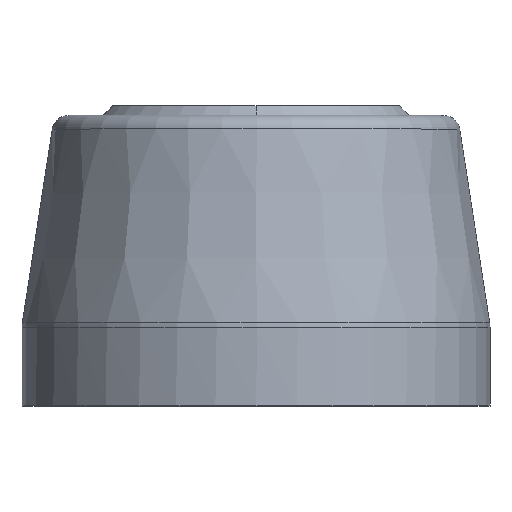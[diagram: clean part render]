
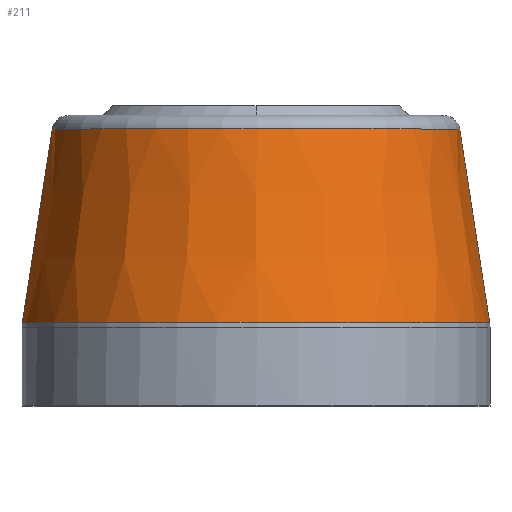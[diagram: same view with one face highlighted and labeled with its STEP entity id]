
A CAD part, top view. The second image highlights one B-rep face of the part: STEP entity #211.
In plain terms, the highlighted conical face has half-angle 8.746 degrees and reference radius 13.554 mm.
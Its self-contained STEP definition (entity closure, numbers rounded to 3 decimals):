
#211=ADVANCED_FACE('85',(#505),#506,.T.);
#505=FACE_OUTER_BOUND('',#868,.T.);
#506=CONICAL_SURFACE('',#869,13.554,0.153);
#868=EDGE_LOOP('',(#1469,#1470,#1471,#1472,#1473,#1474));
#869=AXIS2_PLACEMENT_3D('',#1475,#1476,#1477);
#1469=ORIENTED_EDGE('',*,*,#1957,.T.);
#1470=ORIENTED_EDGE('',*,*,#1883,.F.);
#1471=ORIENTED_EDGE('',*,*,#1958,.F.);
#1472=ORIENTED_EDGE('',*,*,#1959,.F.);
#1473=ORIENTED_EDGE('',*,*,#1960,.T.);
#1474=ORIENTED_EDGE('',*,*,#1900,.T.);
#1475=CARTESIAN_POINT('',(0.0,11.152,0.0));
#1476=DIRECTION('',(-0.0,-1.0,-0.0));
#1477=DIRECTION('',(-1.0,0.0,0.0));
#1883=EDGE_CURVE('386',#2047,#2050,#2051,.T.);
#1900=EDGE_CURVE('903',#2075,#2079,#2081,.T.);
#1957=EDGE_CURVE('905',#2079,#2050,#2151,.T.);
#1958=EDGE_CURVE('386',#2059,#2047,#2152,.T.);
#1959=EDGE_CURVE('906',#2070,#2059,#2153,.T.);
#1960=EDGE_CURVE('903',#2070,#2075,#2154,.T.);
#2047=VERTEX_POINT('',#2267);
#2050=VERTEX_POINT('',#2270);
#2051=CIRCLE('',#2271,14.477);
#2059=VERTEX_POINT('',#2279);
#2070=VERTEX_POINT('',#2290);
#2075=VERTEX_POINT('',#2295);
#2079=VERTEX_POINT('',#2299);
#2081=CIRCLE('',#2301,12.63);
#2151=LINE('',#2373,#2374);
#2152=CIRCLE('',#2375,14.477);
#2153=LINE('',#2376,#2377);
#2154=CIRCLE('',#2378,12.63);
#2267=CARTESIAN_POINT('',(-14.476,5.151,0.148));
#2270=CARTESIAN_POINT('',(-14.477,5.151,0.0));
#2271=AXIS2_PLACEMENT_3D('',#2507,#2508,#2509);
#2279=CARTESIAN_POINT('',(14.477,5.151,0.0));
#2290=CARTESIAN_POINT('',(12.63,17.152,0.0));
#2295=CARTESIAN_POINT('',(-12.63,17.152,0.138));
#2299=CARTESIAN_POINT('',(-12.63,17.152,0.0));
#2301=AXIS2_PLACEMENT_3D('',#2549,#2550,#2551);
#2373=CARTESIAN_POINT('',(-12.63,17.152,0.));
#2374=VECTOR('',#2626,12.142);
#2375=AXIS2_PLACEMENT_3D('',#2627,#2628,#2629);
#2376=CARTESIAN_POINT('',(12.63,17.152,0.));
#2377=VECTOR('',#2630,12.142);
#2378=AXIS2_PLACEMENT_3D('',#2631,#2632,#2633);
#2507=CARTESIAN_POINT('',(0.0,5.151,0.0));
#2508=DIRECTION('',(0.0,-1.0,0.0));
#2509=DIRECTION('',(1.0,0.0,0.0));
#2549=CARTESIAN_POINT('',(0.0,17.152,0.0));
#2550=DIRECTION('',(0.0,-1.0,0.0));
#2551=DIRECTION('',(1.0,0.0,0.0));
#2626=DIRECTION('',(-0.152,-0.988,0.));
#2627=CARTESIAN_POINT('',(0.0,5.151,0.0));
#2628=DIRECTION('',(0.0,-1.0,0.0));
#2629=DIRECTION('',(1.0,0.0,0.0));
#2630=DIRECTION('',(0.152,-0.988,0.));
#2631=CARTESIAN_POINT('',(0.0,17.152,0.0));
#2632=DIRECTION('',(0.0,-1.0,0.0));
#2633=DIRECTION('',(1.0,0.0,0.0));
